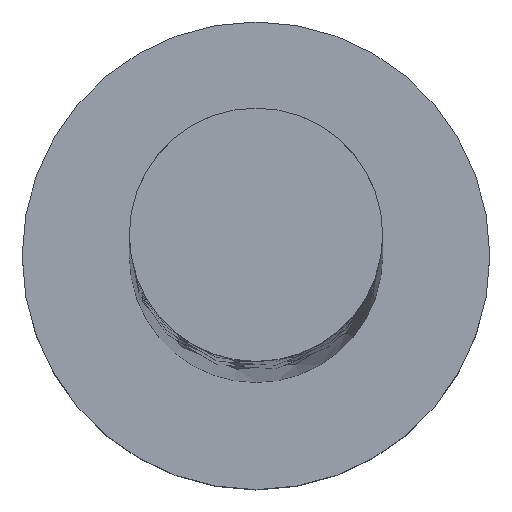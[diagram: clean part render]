
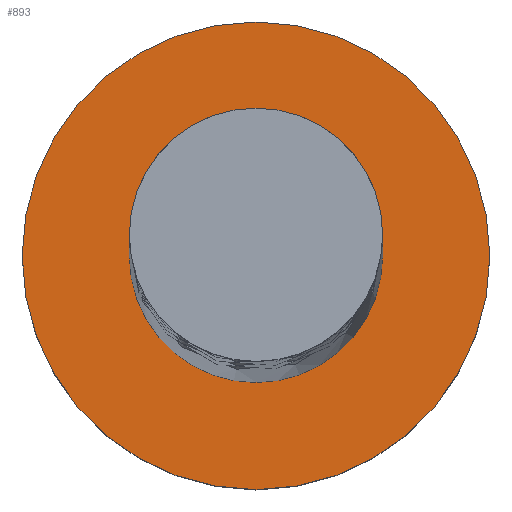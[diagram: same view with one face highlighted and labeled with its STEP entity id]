
A CAD part, top view. The second image highlights one B-rep face of the part: STEP entity #893.
In plain terms, the highlighted planar face has unit normal (0, 0, 1).
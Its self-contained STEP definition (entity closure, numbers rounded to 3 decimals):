
#5 = ORIENTED_EDGE ( 'NONE', *, *, #1755, .F. ) ;
#13 = DIRECTION ( 'NONE',  ( 1., 0., 0. ) ) ;
#45 = ORIENTED_EDGE ( 'NONE', *, *, #1736, .T. ) ;
#72 = AXIS2_PLACEMENT_3D ( 'NONE', #178, #1335, #13 ) ;
#74 = FACE_OUTER_BOUND ( 'NONE', #784, .T. ) ;
#101 = CIRCLE ( 'NONE', #72, 3.25 ) ;
#155 = EDGE_LOOP ( 'NONE', ( #1607, #5 ) ) ;
#178 = CARTESIAN_POINT ( 'NONE',  ( 0., 0., 5. ) ) ;
#218 = FACE_BOUND ( 'NONE', #155, .T. ) ;
#266 = DIRECTION ( 'NONE',  ( 1., 0., 0. ) ) ;
#388 = DIRECTION ( 'NONE',  ( 0., 0., 1. ) ) ;
#507 = CIRCLE ( 'NONE', #1124, 6. ) ;
#586 = VERTEX_POINT ( 'NONE', #915 ) ;
#606 = CARTESIAN_POINT ( 'NONE',  ( -3.25, 0., 5. ) ) ;
#640 = CARTESIAN_POINT ( 'NONE',  ( 3.25, 0., 5. ) ) ;
#673 = CARTESIAN_POINT ( 'NONE',  ( 0., 0., 5. ) ) ;
#750 = AXIS2_PLACEMENT_3D ( 'NONE', #1591, #388, #979 ) ;
#768 = DIRECTION ( 'NONE',  ( 0., 0., 1. ) ) ;
#784 = EDGE_LOOP ( 'NONE', ( #45, #1364 ) ) ;
#893 = ADVANCED_FACE ( 'NONE', ( #218, #74 ), #1092, .T. ) ;
#915 = CARTESIAN_POINT ( 'NONE',  ( 6., 0., 5. ) ) ;
#979 = DIRECTION ( 'NONE',  ( 1., 0., 0. ) ) ;
#988 = DIRECTION ( 'NONE',  ( 1., 0., 0. ) ) ;
#999 = CIRCLE ( 'NONE', #1560, 3.25 ) ;
#1092 = PLANE ( 'NONE',  #1150 ) ;
#1124 = AXIS2_PLACEMENT_3D ( 'NONE', #673, #1260, #988 ) ;
#1150 = AXIS2_PLACEMENT_3D ( 'NONE', #1707, #768, #1666 ) ;
#1159 = VERTEX_POINT ( 'NONE', #1211 ) ;
#1211 = CARTESIAN_POINT ( 'NONE',  ( -6., 0., 5. ) ) ;
#1260 = DIRECTION ( 'NONE',  ( 0., 0., 1. ) ) ;
#1293 = DIRECTION ( 'NONE',  ( 0., 0., 1. ) ) ;
#1335 = DIRECTION ( 'NONE',  ( 0., 0., 1. ) ) ;
#1364 = ORIENTED_EDGE ( 'NONE', *, *, #1842, .T. ) ;
#1371 = CIRCLE ( 'NONE', #750, 6. ) ;
#1458 = EDGE_CURVE ( 'NONE', #1917, #1617, #101, .T. ) ;
#1559 = CARTESIAN_POINT ( 'NONE',  ( 0., 0., 5. ) ) ;
#1560 = AXIS2_PLACEMENT_3D ( 'NONE', #1559, #1293, #266 ) ;
#1591 = CARTESIAN_POINT ( 'NONE',  ( 0., 0., 5. ) ) ;
#1607 = ORIENTED_EDGE ( 'NONE', *, *, #1458, .F. ) ;
#1617 = VERTEX_POINT ( 'NONE', #640 ) ;
#1666 = DIRECTION ( 'NONE',  ( 1., 0., 0. ) ) ;
#1707 = CARTESIAN_POINT ( 'NONE',  ( 0., 0., 5. ) ) ;
#1736 = EDGE_CURVE ( 'NONE', #1159, #586, #507, .T. ) ;
#1755 = EDGE_CURVE ( 'NONE', #1617, #1917, #999, .T. ) ;
#1842 = EDGE_CURVE ( 'NONE', #586, #1159, #1371, .T. ) ;
#1917 = VERTEX_POINT ( 'NONE', #606 ) ;
